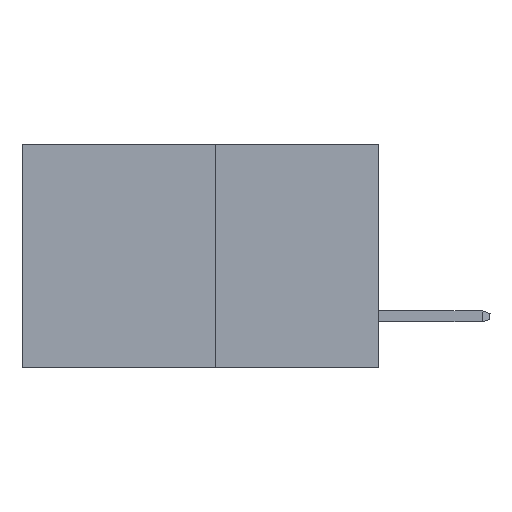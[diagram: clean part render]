
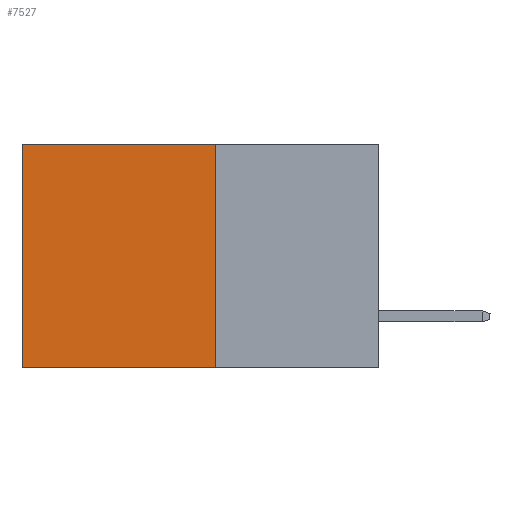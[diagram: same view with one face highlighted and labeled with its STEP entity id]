
A CAD part, left-side view. The second image highlights one B-rep face of the part: STEP entity #7527.
In plain terms, the highlighted planar face has unit normal (-1, 0, 0).
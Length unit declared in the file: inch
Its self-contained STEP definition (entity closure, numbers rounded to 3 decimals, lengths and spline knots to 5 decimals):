
#390 = DIRECTION ( 'NONE',  ( 0., 0., -1. ) ) ;
#472 = CARTESIAN_POINT ( 'NONE',  ( 0.277, 0.27, -0.37 ) ) ;
#686 = CARTESIAN_POINT ( 'NONE',  ( 0.277, 0.27, 0. ) ) ;
#1860 = VERTEX_POINT ( 'NONE', #6638 ) ;
#2472 = DIRECTION ( 'NONE',  ( 0., 1., 0. ) ) ;
#2503 = VERTEX_POINT ( 'NONE', #16437 ) ;
#2532 = CARTESIAN_POINT ( 'NONE',  ( 0.277, 0.27, -0.37 ) ) ;
#3006 = ORIENTED_EDGE ( 'NONE', *, *, #13037, .T. ) ;
#3196 = EDGE_CURVE ( 'NONE', #16538, #15277, #10676, .T. ) ;
#4068 = VECTOR ( 'NONE', #2472, 39.37008 ) ;
#4613 = DIRECTION ( 'NONE',  ( 0., 1., 0. ) ) ;
#5373 = DIRECTION ( 'NONE',  ( 0., 0., -1. ) ) ;
#6162 = EDGE_CURVE ( 'NONE', #15277, #1860, #11772, .T. ) ;
#6567 = VECTOR ( 'NONE', #12346, 39.37008 ) ;
#6638 = CARTESIAN_POINT ( 'NONE',  ( 0.277, 0.59, -0.37 ) ) ;
#6650 = FACE_OUTER_BOUND ( 'NONE', #14380, .T. ) ;
#6883 = VECTOR ( 'NONE', #5373, 39.37008 ) ;
#7527 = ADVANCED_FACE ( 'NONE', ( #6650 ), #8076, .F. ) ;
#7675 = EDGE_CURVE ( 'NONE', #2503, #1860, #11492, .T. ) ;
#8076 = PLANE ( 'NONE',  #8462 ) ;
#8462 = AXIS2_PLACEMENT_3D ( 'NONE', #18779, #9630, #390 ) ;
#9630 = DIRECTION ( 'NONE',  ( 1., 0., 0. ) ) ;
#10676 = LINE ( 'NONE', #12660, #6567 ) ;
#10719 = ORIENTED_EDGE ( 'NONE', *, *, #3196, .F. ) ;
#11492 = LINE ( 'NONE', #13049, #6883 ) ;
#11699 = VECTOR ( 'NONE', #4613, 39.37008 ) ;
#11772 = LINE ( 'NONE', #2532, #4068 ) ;
#12264 = CARTESIAN_POINT ( 'NONE',  ( 0.277, 0.27, 0. ) ) ;
#12346 = DIRECTION ( 'NONE',  ( 0., 0., -1. ) ) ;
#12660 = CARTESIAN_POINT ( 'NONE',  ( 0.277, 0.27, -0.37 ) ) ;
#12873 = ORIENTED_EDGE ( 'NONE', *, *, #7675, .T. ) ;
#13037 = EDGE_CURVE ( 'NONE', #16538, #2503, #15768, .T. ) ;
#13049 = CARTESIAN_POINT ( 'NONE',  ( 0.277, 0.59, -0.37 ) ) ;
#14380 = EDGE_LOOP ( 'NONE', ( #12873, #17423, #10719, #3006 ) ) ;
#15277 = VERTEX_POINT ( 'NONE', #472 ) ;
#15768 = LINE ( 'NONE', #12264, #11699 ) ;
#16437 = CARTESIAN_POINT ( 'NONE',  ( 0.277, 0.59, 0. ) ) ;
#16538 = VERTEX_POINT ( 'NONE', #686 ) ;
#17423 = ORIENTED_EDGE ( 'NONE', *, *, #6162, .F. ) ;
#18779 = CARTESIAN_POINT ( 'NONE',  ( 0.277, 0.27, -0.37 ) ) ;
